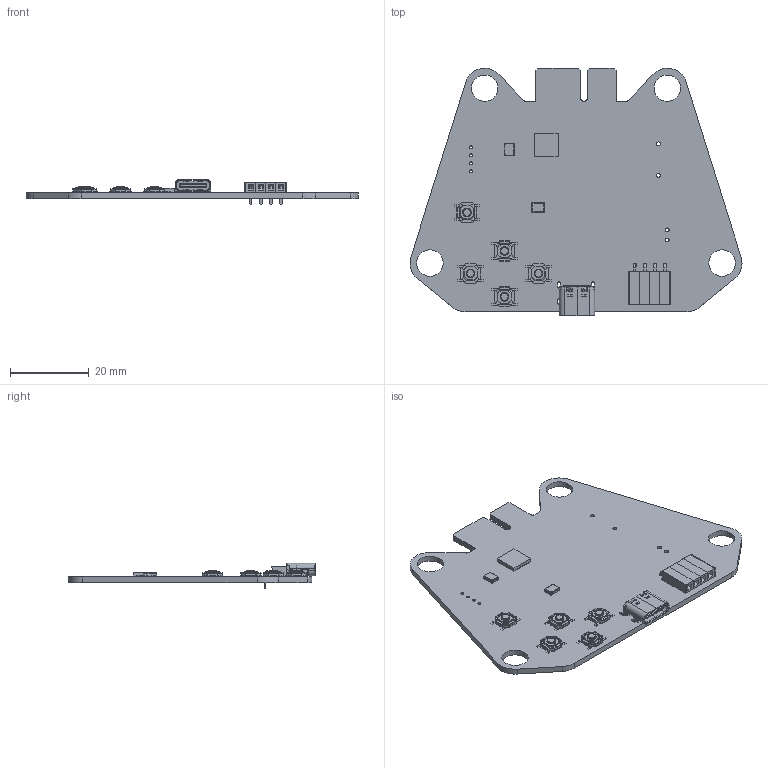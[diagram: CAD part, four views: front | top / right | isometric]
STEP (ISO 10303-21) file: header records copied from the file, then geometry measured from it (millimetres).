
FILE_DESCRIPTION(('KiCad electronic assembly'),'2;1');
FILE_NAME('board.step','2025-05-29T04:21:53',('Pcbnew'),('Kicad'), 'Open CASCADE STEP processor 7.6','KiCad to STEP converter','Unknown' );
FILE_SCHEMA(('AUTOMOTIVE_DESIGN { 1 0 10303 214 1 1 1 1 }'));
Length unit declared in the file: millimetre
Products named in the file (9): board 1; kicad_embedded_BC2B01BC6B0CEAA83D99C513584F5A37; PPPC021LGBN-RC_C04; Pin - Tin; kicad_embedded_74EC9C574C356922F6A4535285956C6B; USB_C_Receptacle_GCT_USB4105-xx-A_16P_TopMnt_Horizontal; kicad_embedded_F2E480E80373251B4C3F0A48D73F2CA5; kicad_embedded_CA15AE13EDEFA27E5AA1E56830838996; template_PCB
Assembly tree (16 placements, depth 3):
  board 1
    kicad_embedded_BC2B01BC6B0CEAA83D99C513584F5A37
      PPPC021LGBN-RC_C04
      Pin - Tin  x4
    kicad_embedded_74EC9C574C356922F6A4535285956C6B  x5
    USB_C_Receptacle_GCT_USB4105-xx-A_16P_TopMnt_Horizontal
    kicad_embedded_F2E480E80373251B4C3F0A48D73F2CA5  x2
    kicad_embedded_CA15AE13EDEFA27E5AA1E56830838996
    template_PCB
Bounding box: 84.09 x 62.77 x 6.46 mm (x, y, z)
Volume: 6601.7 mm3; surface area: 10731.8 mm2
Topology: 126 solids, 126 shells, 2816 faces, 7054 edges, 4380 vertices
Faces by surface type: plane 1749, cylinder 849, sphere 120, torus 90, cone 8
Full cylindrical faces by diameter (mm): 0.5 x2, 0.6 x2, 0.762 x4, 0.864 x4, 1 x4, 6.7 x4
Entity records: 44377 total; most frequent: CARTESIAN_POINT 7763, DIRECTION 7470, ORIENTED_EDGE 7468, EDGE_CURVE 3734, LINE 3032, VECTOR 3032, VERTEX_POINT 2396, AXIS2_PLACEMENT_3D 2219
